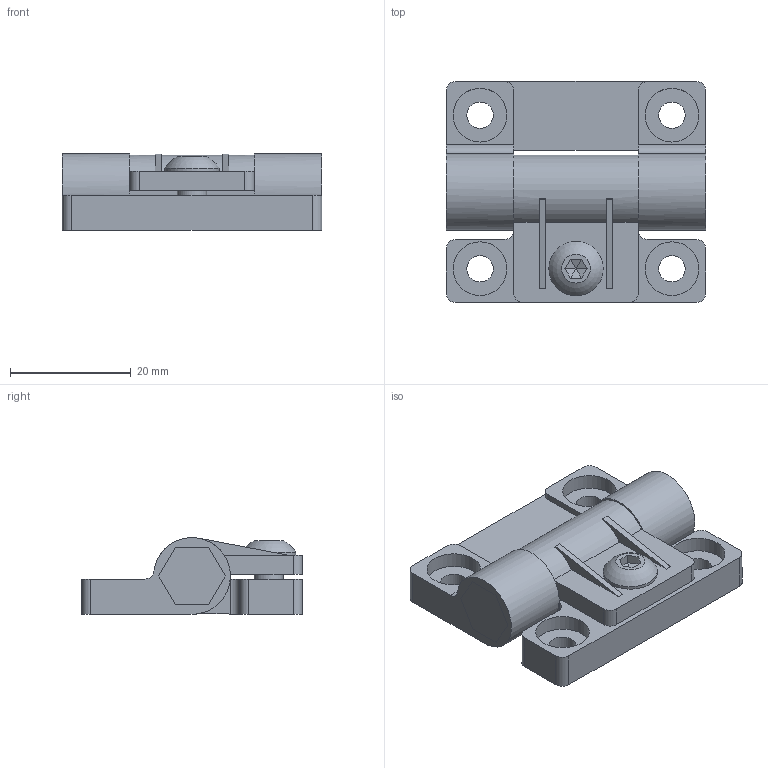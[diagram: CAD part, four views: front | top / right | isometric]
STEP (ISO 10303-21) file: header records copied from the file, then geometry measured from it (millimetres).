
FILE_DESCRIPTION(('STEP AP214'),'1');
FILE_NAME('100-345.stp','2014-07-06T20:44:42',(' '),(' '),'Spatial InterOp 3D',' ',' ');
FILE_SCHEMA(('automotive_design'));
Length unit declared in the file: metre
Products named in the file (3): 1; 2; 3
Bounding box: 42.93 x 36.58 x 12.69 mm (x, y, z)
Volume: 11346 mm3; surface area: 8906 mm2
Topology: 3 solids, 3 shells, 98 faces, 247 edges, 159 vertices
Faces by surface type: plane 68, cylinder 28, cone 1, sphere 1
Full cylindrical faces by diameter (mm): 4.369 x4, 4.826 x1, 8.89 x4, 8.992 x1
Entity records: 3685 total; most frequent: DIRECTION 503, CARTESIAN_POINT 487, ORIENTED_EDGE 462, EDGE_CURVE 231, AXIS2_PLACEMENT_3D 171, LINE 161, VECTOR 161, VERTEX_POINT 155
